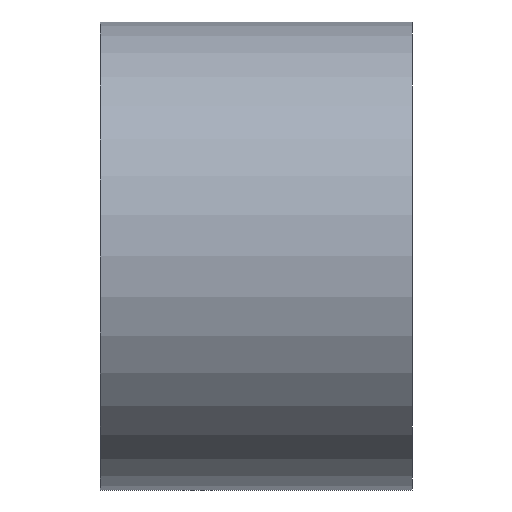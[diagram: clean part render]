
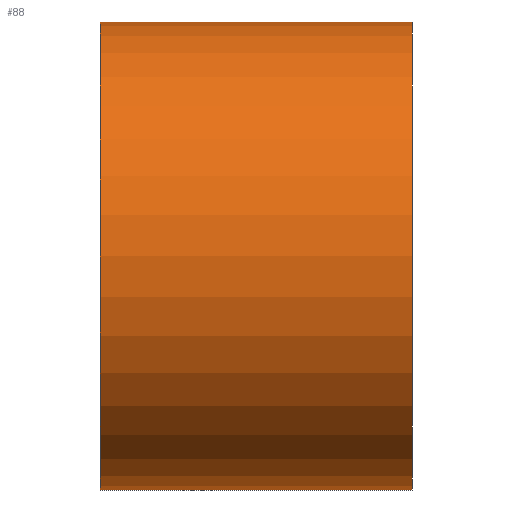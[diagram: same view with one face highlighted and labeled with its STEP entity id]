
A CAD part, front view. The second image highlights one B-rep face of the part: STEP entity #88.
In plain terms, the highlighted cylindrical face has radius 6.75 mm (diameter 13.5 mm), a full revolution.
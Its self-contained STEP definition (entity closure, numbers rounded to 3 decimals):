
#88 = ADVANCED_FACE( '', ( #190, #191 ), #192, .T. );
#190 = FACE_OUTER_BOUND( '', #305, .T. );
#191 = FACE_OUTER_BOUND( '', #306, .T. );
#192 = CYLINDRICAL_SURFACE( '', #307, 6.75 );
#305 = EDGE_LOOP( '', ( #485 ) );
#306 = EDGE_LOOP( '', ( #486 ) );
#307 = AXIS2_PLACEMENT_3D( '', #487, #488, #489 );
#485 = ORIENTED_EDGE( '', *, *, #718, .F. );
#486 = ORIENTED_EDGE( '', *, *, #678, .T. );
#487 = CARTESIAN_POINT( '', ( 9., 0., 0. ) );
#488 = DIRECTION( '', ( 1., 0., 0. ) );
#489 = DIRECTION( '', ( 0., 0., 1. ) );
#678 = EDGE_CURVE( '', #812, #812, #813, .T. );
#718 = EDGE_CURVE( '', #878, #878, #879, .T. );
#812 = VERTEX_POINT( '', #993 );
#813 = CIRCLE( '', #994, 6.75 );
#878 = VERTEX_POINT( '', #1081 );
#879 = CIRCLE( '', #1082, 6.75 );
#993 = CARTESIAN_POINT( '', ( 0., 0., -6.75 ) );
#994 = AXIS2_PLACEMENT_3D( '', #1191, #1192, #1193 );
#1081 = CARTESIAN_POINT( '', ( 9., 0., -6.75 ) );
#1082 = AXIS2_PLACEMENT_3D( '', #1237, #1238, #1239 );
#1191 = CARTESIAN_POINT( '', ( 0., 0., 0. ) );
#1192 = DIRECTION( '', ( 1., 0., 0. ) );
#1193 = DIRECTION( '', ( 0., 0., -1. ) );
#1237 = CARTESIAN_POINT( '', ( 9., 0., 0. ) );
#1238 = DIRECTION( '', ( 1., 0., 0. ) );
#1239 = DIRECTION( '', ( 0., 0., -1. ) );
